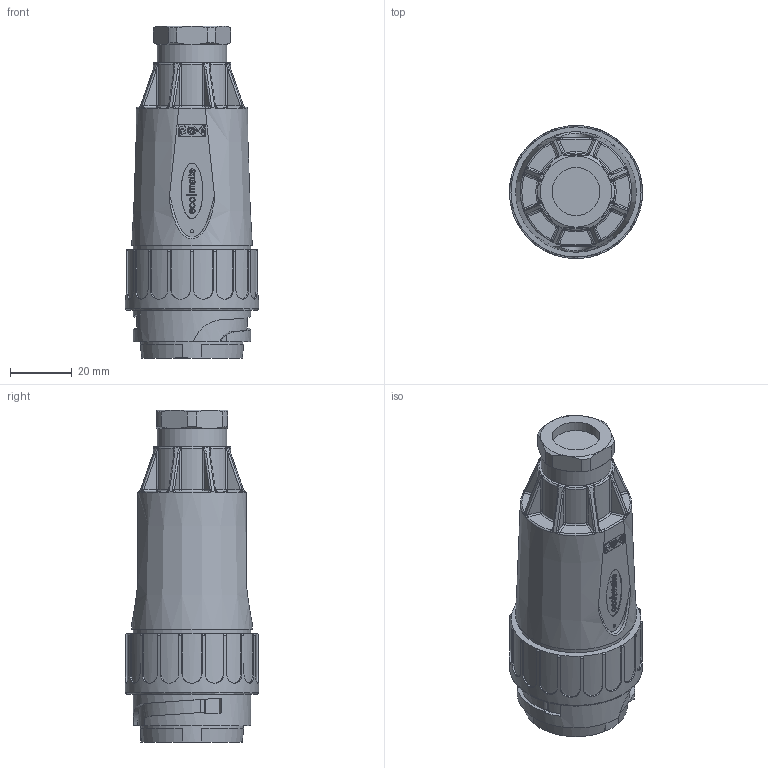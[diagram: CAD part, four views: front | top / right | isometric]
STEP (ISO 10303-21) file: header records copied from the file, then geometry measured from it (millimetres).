
FILE_DESCRIPTION(/* description */ (''),/* implementation_level */ '2;1');
FILE_NAME(/* name */ 'c016 20i005 104 2nxc001-02.stp',/* time_stamp */ '2021-11-22T14:11:09+01:00',/* author */ (''),/* organization */ (''),/* preprocessor_version */ 'ST-DEVELOPER v16.7',/* originating_system */ 'SIEMENS PLM Software NX 12.0',/* authorisation */ '');
FILE_SCHEMA (('AUTOMOTIVE_DESIGN { 1 0 10303 214 3 1 1 1 }'));
Products named in the file (16): n 01 020 0011nxm001-01; n 03 030 0019 2nxm001-04; c016 e07 04x e2nxm001-04; drg 6-13x20_4nxs001-01; drrg 8pg16nxm001-01; n 16 160 0009nxm001-01; c016 g44 041 e2nxm001-01; org 29x1_5nxm001-01; c016 g04 04x e2nxm001-09; n 16 150 0003nxm001-01; n 16 150 0002nxm001-01; dsrfl m3_0x12-g2inxm001-01; c016 g02 04x e2nxm001-11; c016 e01 000 g2nxm001-01; C016 20I005 104 2-02; c016 20i005 104 2nxc001-02
Assembly tree (26 placements, depth 4):
  c016 20i005 104 2nxc001-02
    C016 20I005 104 2-02
      c016 g02 04x e2nxm001-11
      dsrfl m3_0x12-g2inxm001-01  x2
      n 16 150 0002nxm001-01
      n 16 150 0003nxm001-01
      c016 g04 04x e2nxm001-09
      org 29x1_5nxm001-01
      c016 e01 000 g2nxm001-01
        c016 e07 04x e2nxm001-04
        n 03 030 0019 2nxm001-04  x6
        n 01 020 0011nxm001-01  x6
      c016 g44 041 e2nxm001-01
      n 16 160 0009nxm001-01
      drrg 8pg16nxm001-01
      drg 6-13x20_4nxs001-01
Bounding box: 43 x 43 x 107.3 mm (x, y, z)
Volume: 123932.2 mm3; surface area: 39284.9 mm2
Topology: 5 solids, 5 shells, 2251 faces, 5850 edges, 3697 vertices
Faces by surface type: plane 1193, cylinder 515, bspline 291, torus 103, sphere 70, cone 51, extrusion 28
Full cylindrical faces by diameter (mm): 1 x2, 2 x6, 2.1 x6, 2.4 x1, 13 x1, 15.5 x3, 16 x1, 20.4 x1, 20.5 x1, 21.2 x1, 22.5 x2, 25 x1, 29.1 x1, 30.2 x1, 33 x1, 36.5 x1, 38 x3, 43 x1
Entity records: 79612 total; most frequent: CARTESIAN_POINT 20078, ORIENTED_EDGE 11456, DIRECTION 10708, EDGE_CURVE 5728, AXIS2_PLACEMENT_3D 3897, VERTEX_POINT 3652, VECTOR 2914, LINE 2886
